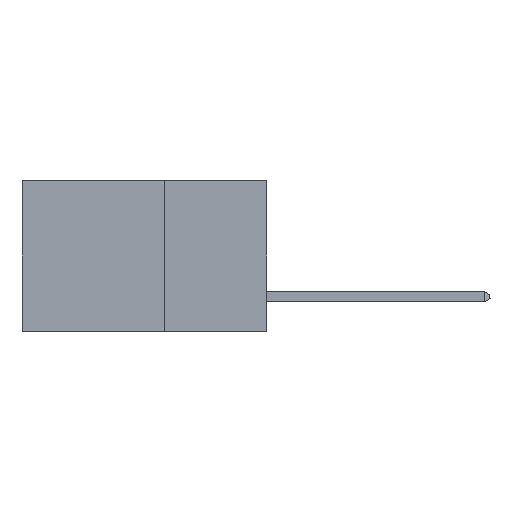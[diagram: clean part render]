
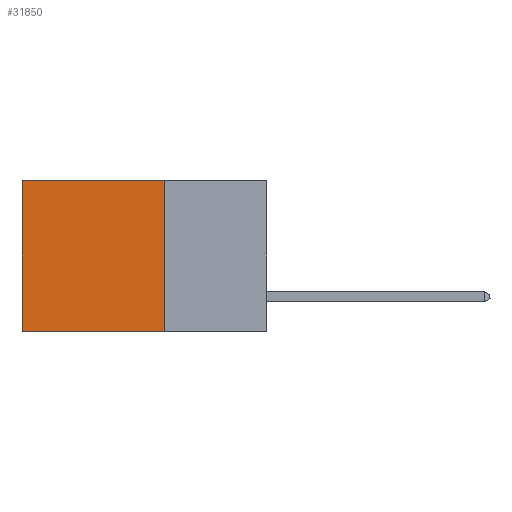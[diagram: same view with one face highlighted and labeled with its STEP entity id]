
A CAD part, left-side view. The second image highlights one B-rep face of the part: STEP entity #31850.
In plain terms, the highlighted planar face has unit normal (-1, 0, 0).
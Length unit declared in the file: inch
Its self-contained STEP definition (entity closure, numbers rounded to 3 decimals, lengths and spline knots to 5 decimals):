
#216 = VECTOR ( 'NONE', #5879, 39.37008 ) ;
#1850 = DIRECTION ( 'NONE',  ( 0., 1., 0. ) ) ;
#3250 = VERTEX_POINT ( 'NONE', #33692 ) ;
#3679 = VERTEX_POINT ( 'NONE', #38819 ) ;
#4450 = AXIS2_PLACEMENT_3D ( 'NONE', #25579, #39134, #6192 ) ;
#5363 = ORIENTED_EDGE ( 'NONE', *, *, #17488, .T. ) ;
#5879 = DIRECTION ( 'NONE',  ( 0., 1., 0. ) ) ;
#6192 = DIRECTION ( 'NONE',  ( 0., 0., -1. ) ) ;
#7056 = ORIENTED_EDGE ( 'NONE', *, *, #32193, .F. ) ;
#7653 = CARTESIAN_POINT ( 'NONE',  ( 0.2875, 0.25, 0. ) ) ;
#8684 = CARTESIAN_POINT ( 'NONE',  ( 0.2875, 0.25, -0.37 ) ) ;
#9567 = PLANE ( 'NONE',  #4450 ) ;
#11228 = CARTESIAN_POINT ( 'NONE',  ( 0.2875, 0.25, 0. ) ) ;
#13379 = LINE ( 'NONE', #18744, #216 ) ;
#17488 = EDGE_CURVE ( 'NONE', #3679, #21948, #34561, .T. ) ;
#18744 = CARTESIAN_POINT ( 'NONE',  ( 0.2875, 0.25, 0. ) ) ;
#19128 = VECTOR ( 'NONE', #34192, 39.37008 ) ;
#20172 = EDGE_LOOP ( 'NONE', ( #5363, #7056, #39719, #23074 ) ) ;
#21948 = VERTEX_POINT ( 'NONE', #28855 ) ;
#23074 = ORIENTED_EDGE ( 'NONE', *, *, #33104, .T. ) ;
#23568 = CARTESIAN_POINT ( 'NONE',  ( 0.2875, 0.6, 0. ) ) ;
#25579 = CARTESIAN_POINT ( 'NONE',  ( 0.2875, 0.25, 0. ) ) ;
#28855 = CARTESIAN_POINT ( 'NONE',  ( 0.2875, 0.6, -0.37 ) ) ;
#30298 = VECTOR ( 'NONE', #1850, 39.37008 ) ;
#30339 = FACE_OUTER_BOUND ( 'NONE', #20172, .T. ) ;
#30492 = VECTOR ( 'NONE', #39972, 39.37008 ) ;
#31038 = VERTEX_POINT ( 'NONE', #11228 ) ;
#31631 = EDGE_CURVE ( 'NONE', #31038, #3250, #34938, .T. ) ;
#31850 = ADVANCED_FACE ( 'NONE', ( #30339 ), #9567, .F. ) ;
#32193 = EDGE_CURVE ( 'NONE', #3250, #21948, #38974, .T. ) ;
#33104 = EDGE_CURVE ( 'NONE', #31038, #3679, #13379, .T. ) ;
#33692 = CARTESIAN_POINT ( 'NONE',  ( 0.2875, 0.25, -0.37 ) ) ;
#34192 = DIRECTION ( 'NONE',  ( 0., 0., -1. ) ) ;
#34561 = LINE ( 'NONE', #23568, #30492 ) ;
#34938 = LINE ( 'NONE', #7653, #19128 ) ;
#38819 = CARTESIAN_POINT ( 'NONE',  ( 0.2875, 0.6, 0. ) ) ;
#38974 = LINE ( 'NONE', #8684, #30298 ) ;
#39134 = DIRECTION ( 'NONE',  ( 1., 0., 0. ) ) ;
#39719 = ORIENTED_EDGE ( 'NONE', *, *, #31631, .F. ) ;
#39972 = DIRECTION ( 'NONE',  ( 0., 0., -1. ) ) ;
